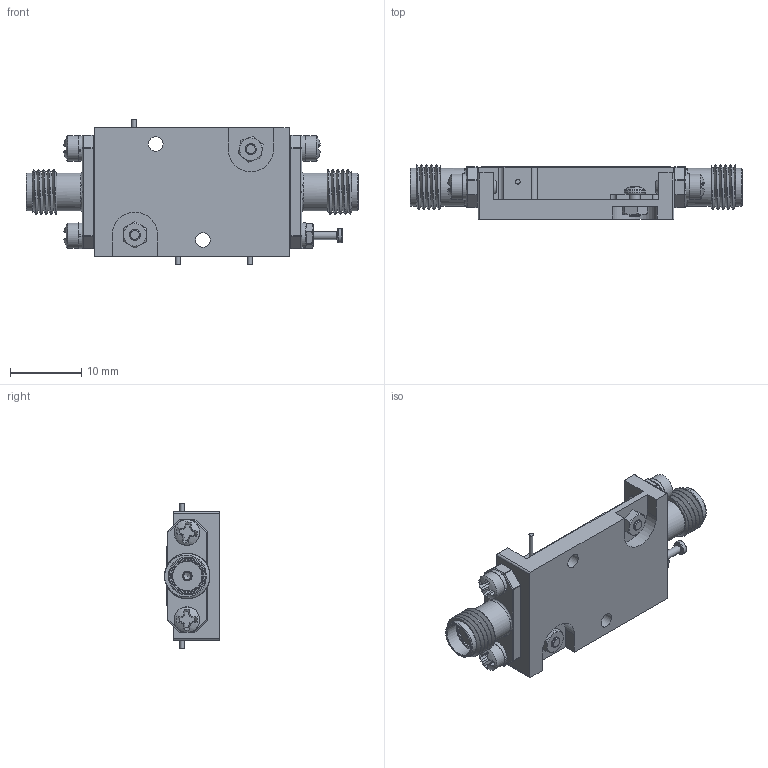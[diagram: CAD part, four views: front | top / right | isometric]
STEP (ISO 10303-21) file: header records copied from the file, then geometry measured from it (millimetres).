
FILE_DESCRIPTION (( 'STEP AP214' ), '1' );
FILE_NAME ('PE2-1G18G-3R5-20-SFF-WG-DD.STEP', '2025-01-22T16:48:43', ( '' ), ( '' ), 'SwSTEP 2.0', 'SolidWorks 2024', '' );
FILE_SCHEMA (( 'AUTOMOTIVE_DESIGN' ));
Length unit declared in the file: inch
Products named in the file (1): PE2-1G18G-3R5-20-SFF-WG-DD
Bounding box: 46.48 x 7.67 x 20.32 mm (x, y, z)
Volume: 3237.1 mm3; surface area: 4427.9 mm2
Topology: 26 solids, 26 shells, 812 faces, 3014 edges, 2398 vertices
Faces by surface type: plane 415, cylinder 190, cone 70, sphere 61, torus 56, bspline 20
Full cylindrical faces by diameter (mm): 0.305 x2, 0.508 x2, 0.635 x3, 0.762 x2, 1.016 x2, 1.067 x1, 1.18 x6, 1.27 x2, 1.524 x10, 1.702 x2, 1.93 x1, 2.057 x2, 2.184 x8, 2.591 x4, 2.946 x2, 3.302 x2, 3.556 x3, 4.191 x4, 4.597 x2, 5.283 x4
Entity records: 49520 total; most frequent: CARTESIAN_POINT 14626, ORIENTED_EDGE 5630, DIRECTION 4262, EDGE_CURVE 2815, VERTEX_POINT 2385, LINE 1468, VECTOR 1468, AXIS2_PLACEMENT_3D 1397
